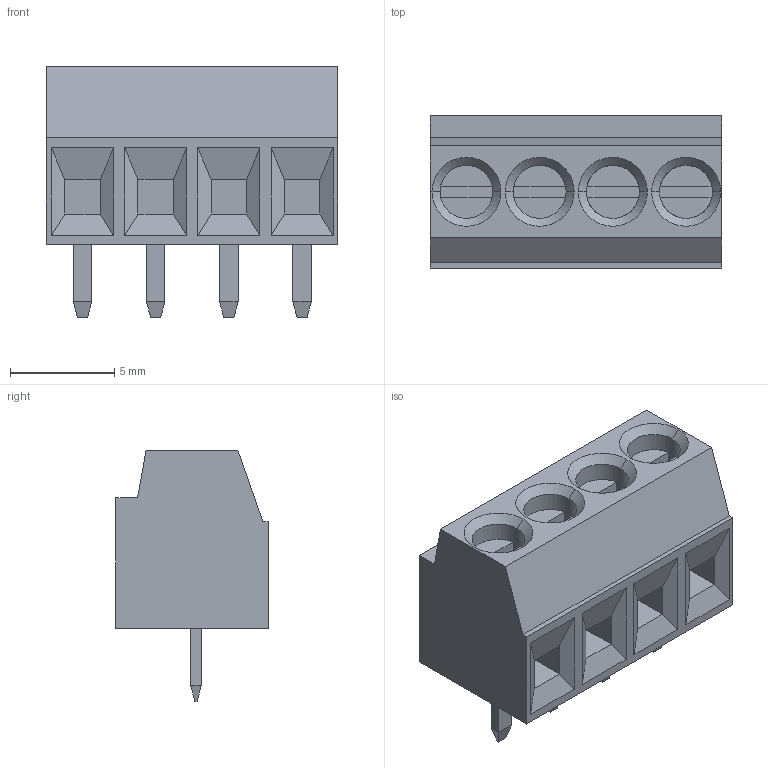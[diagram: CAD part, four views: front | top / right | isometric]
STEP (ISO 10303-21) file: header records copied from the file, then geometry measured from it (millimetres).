
FILE_DESCRIPTION(('FreeCAD Model'),'2;1');
FILE_NAME('_93570004_cp.step', '2019-04-09T16:31:37',('kicad StepUp'),('ksu MCAD'), 'Open CASCADE STEP processor 7.2','FreeCAD','Unknown');
FILE_SCHEMA(('AUTOMOTIVE_DESIGN { 1 0 10303 214 1 1 1 1 }'));
Length unit declared in the file: millimetre
Products named in the file (1): _93570004_cp
Bounding box: 13.97 x 7.29 x 12.01 mm (x, y, z)
Volume: 696.7 mm3; surface area: 752.5 mm2
Topology: 1 solids, 1 shells, 118 faces, 272 edges, 168 vertices
Faces by surface type: plane 102, cone 8, cylinder 8
Entity records: 4095 total; most frequent: CARTESIAN_POINT 559, DIRECTION 550, ORIENTED_EDGE 544, EDGE_CURVE 272, LINE 232, VECTOR 232, VERTEX_POINT 168, AXIS2_PLACEMENT_3D 159
